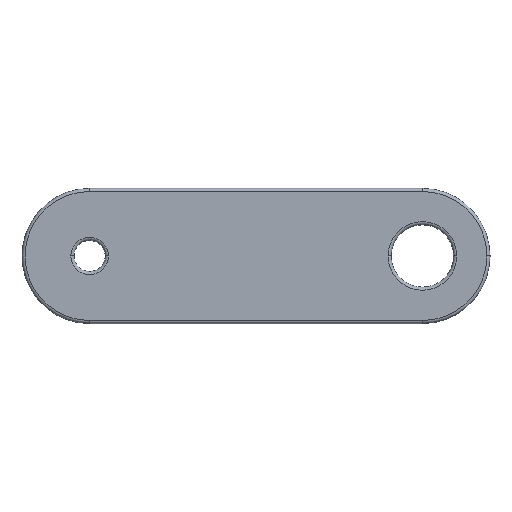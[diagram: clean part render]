
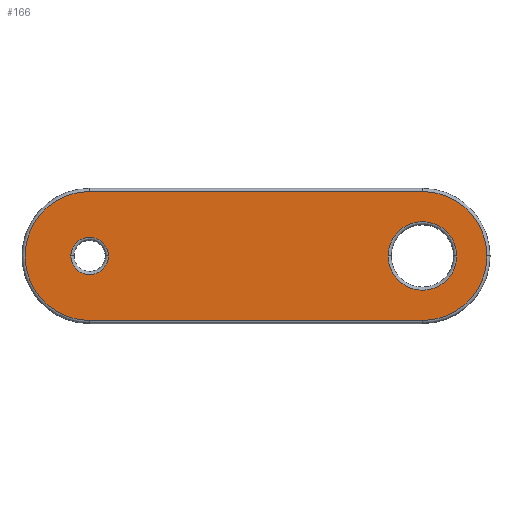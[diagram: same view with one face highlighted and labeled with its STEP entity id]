
A CAD part, top view. The second image highlights one B-rep face of the part: STEP entity #166.
In plain terms, the highlighted planar face has unit normal (0, 0, 1).
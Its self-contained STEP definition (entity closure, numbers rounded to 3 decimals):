
#1 = DIRECTION ( 'NONE',  ( 0., 0., 1. ) ) ;
#2 = DIRECTION ( 'NONE',  ( 1., 0., 0. ) ) ;
#6 = CARTESIAN_POINT ( 'NONE',  ( 8., 0., 0.75 ) ) ;
#38 = DIRECTION ( 'NONE',  ( 0., 0., 1. ) ) ;
#49 = ORIENTED_EDGE ( 'NONE', *, *, #487, .T. ) ;
#55 = DIRECTION ( 'NONE',  ( 1., 0., 0. ) ) ;
#65 = VERTEX_POINT ( 'NONE', #346 ) ;
#66 = EDGE_CURVE ( 'NONE', #391, #461, #548, .T. ) ;
#77 = EDGE_CURVE ( 'NONE', #862, #873, #890, .T. ) ;
#82 = ORIENTED_EDGE ( 'NONE', *, *, #77, .T. ) ;
#83 = EDGE_LOOP ( 'NONE', ( #49, #171 ) ) ;
#91 = EDGE_LOOP ( 'NONE', ( #138, #170, #815, #127, #82 ) ) ;
#116 = FACE_OUTER_BOUND ( 'NONE', #91, .T. ) ;
#127 = ORIENTED_EDGE ( 'NONE', *, *, #454, .T. ) ;
#128 = PLANE ( 'NONE',  #247 ) ;
#136 = CARTESIAN_POINT ( 'NONE',  ( -8., 0., 0.75 ) ) ;
#138 = ORIENTED_EDGE ( 'NONE', *, *, #195, .T. ) ;
#145 = DIRECTION ( 'NONE',  ( 0., 0., -1. ) ) ;
#161 = CARTESIAN_POINT ( 'NONE',  ( 8., 3.1, 0.75 ) ) ;
#165 = FACE_BOUND ( 'NONE', #310, .T. ) ;
#166 = ADVANCED_FACE ( 'NONE', ( #527, #116, #165 ), #128, .T. ) ;
#170 = ORIENTED_EDGE ( 'NONE', *, *, #770, .T. ) ;
#171 = ORIENTED_EDGE ( 'NONE', *, *, #214, .T. ) ;
#179 = CIRCLE ( 'NONE', #772, 1.65 ) ;
#195 = EDGE_CURVE ( 'NONE', #873, #463, #512, .T. ) ;
#214 = EDGE_CURVE ( 'NONE', #65, #667, #399, .T. ) ;
#217 = DIRECTION ( 'NONE',  ( 1., 0., 0. ) ) ;
#241 = VECTOR ( 'NONE', #453, 1000. ) ;
#244 = AXIS2_PLACEMENT_3D ( 'NONE', #380, #306, #519 ) ;
#247 = AXIS2_PLACEMENT_3D ( 'NONE', #687, #619, #55 ) ;
#249 = CARTESIAN_POINT ( 'NONE',  ( -7.1, 0., 0.75 ) ) ;
#258 = DIRECTION ( 'NONE',  ( 1., 0., 0. ) ) ;
#265 = ORIENTED_EDGE ( 'NONE', *, *, #66, .T. ) ;
#290 = AXIS2_PLACEMENT_3D ( 'NONE', #323, #38, #258 ) ;
#295 = AXIS2_PLACEMENT_3D ( 'NONE', #576, #1, #217 ) ;
#306 = DIRECTION ( 'NONE',  ( 0., 0., -1. ) ) ;
#310 = EDGE_LOOP ( 'NONE', ( #489, #265 ) ) ;
#314 = CARTESIAN_POINT ( 'NONE',  ( -8., -3.1, 0.75 ) ) ;
#323 = CARTESIAN_POINT ( 'NONE',  ( -8., 0., 0.75 ) ) ;
#342 = AXIS2_PLACEMENT_3D ( 'NONE', #136, #899, #907 ) ;
#343 = CARTESIAN_POINT ( 'NONE',  ( -8., 3.1, 0.75 ) ) ;
#346 = CARTESIAN_POINT ( 'NONE',  ( 6.35, 0., 0.75 ) ) ;
#355 = DIRECTION ( 'NONE',  ( 0., 0., 1. ) ) ;
#380 = CARTESIAN_POINT ( 'NONE',  ( -8., 0., 0.75 ) ) ;
#390 = CARTESIAN_POINT ( 'NONE',  ( 8., 0., 0.75 ) ) ;
#391 = VERTEX_POINT ( 'NONE', #867 ) ;
#399 = CIRCLE ( 'NONE', #533, 1.65 ) ;
#418 = EDGE_CURVE ( 'NONE', #461, #391, #664, .T. ) ;
#432 = EDGE_CURVE ( 'NONE', #886, #585, #477, .T. ) ;
#442 = CARTESIAN_POINT ( 'NONE',  ( -8., 3.1, 0.75 ) ) ;
#453 = DIRECTION ( 'NONE',  ( -1., 0., 0. ) ) ;
#454 = EDGE_CURVE ( 'NONE', #585, #862, #806, .T. ) ;
#457 = DIRECTION ( 'NONE',  ( 1., 0., 0. ) ) ;
#461 = VERTEX_POINT ( 'NONE', #249 ) ;
#463 = VERTEX_POINT ( 'NONE', #466 ) ;
#466 = CARTESIAN_POINT ( 'NONE',  ( 11.1, 0., 0.75 ) ) ;
#477 = LINE ( 'NONE', #442, #241 ) ;
#483 = AXIS2_PLACEMENT_3D ( 'NONE', #6, #355, #2 ) ;
#487 = EDGE_CURVE ( 'NONE', #667, #65, #179, .T. ) ;
#489 = ORIENTED_EDGE ( 'NONE', *, *, #418, .T. ) ;
#496 = CIRCLE ( 'NONE', #483, 3.1 ) ;
#512 = CIRCLE ( 'NONE', #295, 3.1 ) ;
#519 = DIRECTION ( 'NONE',  ( 1., 0., 0. ) ) ;
#527 = FACE_BOUND ( 'NONE', #83, .T. ) ;
#533 = AXIS2_PLACEMENT_3D ( 'NONE', #774, #145, #713 ) ;
#548 = CIRCLE ( 'NONE', #342, 0.9 ) ;
#576 = CARTESIAN_POINT ( 'NONE',  ( 8., 0., 0.75 ) ) ;
#585 = VERTEX_POINT ( 'NONE', #343 ) ;
#619 = DIRECTION ( 'NONE',  ( 0., 0., 1. ) ) ;
#620 = VECTOR ( 'NONE', #627, 1000. ) ;
#627 = DIRECTION ( 'NONE',  ( 1., 0., 0. ) ) ;
#664 = CIRCLE ( 'NONE', #244, 0.9 ) ;
#667 = VERTEX_POINT ( 'NONE', #895 ) ;
#687 = CARTESIAN_POINT ( 'NONE',  ( -8., 0., 0.75 ) ) ;
#713 = DIRECTION ( 'NONE',  ( 1., 0., 0. ) ) ;
#770 = EDGE_CURVE ( 'NONE', #463, #886, #496, .T. ) ;
#771 = CARTESIAN_POINT ( 'NONE',  ( 8., -3.1, 0.75 ) ) ;
#772 = AXIS2_PLACEMENT_3D ( 'NONE', #390, #877, #457 ) ;
#774 = CARTESIAN_POINT ( 'NONE',  ( 8., 0., 0.75 ) ) ;
#790 = CARTESIAN_POINT ( 'NONE',  ( 8., -3.1, 0.75 ) ) ;
#806 = CIRCLE ( 'NONE', #290, 3.1 ) ;
#815 = ORIENTED_EDGE ( 'NONE', *, *, #432, .T. ) ;
#862 = VERTEX_POINT ( 'NONE', #314 ) ;
#867 = CARTESIAN_POINT ( 'NONE',  ( -8.9, 0., 0.75 ) ) ;
#873 = VERTEX_POINT ( 'NONE', #790 ) ;
#877 = DIRECTION ( 'NONE',  ( 0., 0., -1. ) ) ;
#886 = VERTEX_POINT ( 'NONE', #161 ) ;
#890 = LINE ( 'NONE', #771, #620 ) ;
#895 = CARTESIAN_POINT ( 'NONE',  ( 9.65, 0., 0.75 ) ) ;
#899 = DIRECTION ( 'NONE',  ( 0., 0., -1. ) ) ;
#907 = DIRECTION ( 'NONE',  ( 1., 0., 0. ) ) ;
